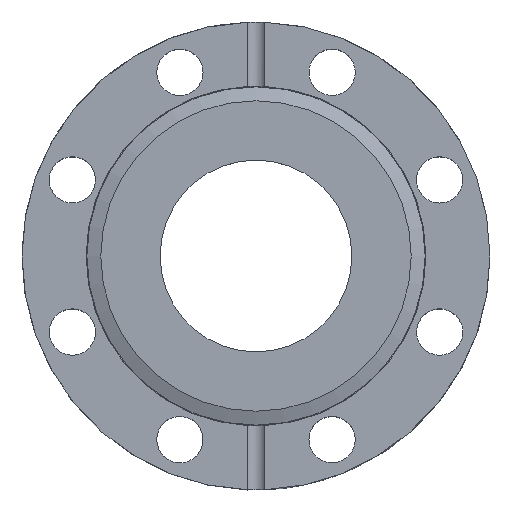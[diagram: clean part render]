
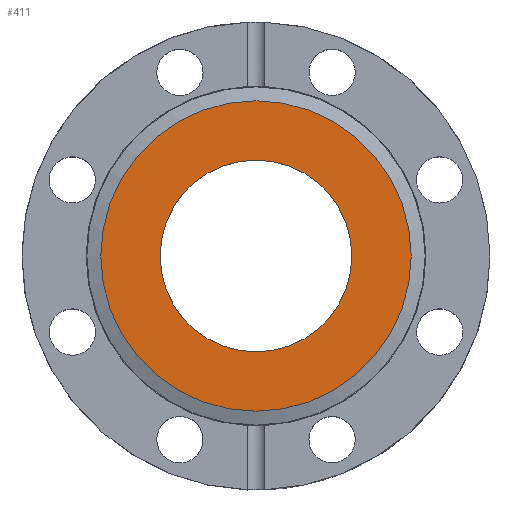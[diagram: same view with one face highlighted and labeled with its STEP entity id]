
A CAD part, top view. The second image highlights one B-rep face of the part: STEP entity #411.
In plain terms, the highlighted planar face has unit normal (0, 0, 1).
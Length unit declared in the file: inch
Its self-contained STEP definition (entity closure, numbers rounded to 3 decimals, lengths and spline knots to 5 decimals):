
#52=FACE_BOUND('',#123,.T.);
#90=FACE_OUTER_BOUND('',#122,.T.);
#122=EDGE_LOOP('',(#299));
#123=EDGE_LOOP('',(#300));
#182=CIRCLE('',#466,1.1125);
#183=CIRCLE('',#467,0.6875);
#215=VERTEX_POINT('',#658);
#216=VERTEX_POINT('',#660);
#253=EDGE_CURVE('',#215,#215,#182,.T.);
#254=EDGE_CURVE('',#216,#216,#183,.T.);
#299=ORIENTED_EDGE('',*,*,#253,.T.);
#300=ORIENTED_EDGE('',*,*,#254,.F.);
#373=PLANE('',#465);
#411=ADVANCED_FACE('',(#90,#52),#373,.T.);
#465=AXIS2_PLACEMENT_3D('',#657,#540,#541);
#466=AXIS2_PLACEMENT_3D('',#659,#542,#543);
#467=AXIS2_PLACEMENT_3D('',#661,#544,#545);
#540=DIRECTION('center_axis',(0.,0.,1.));
#541=DIRECTION('ref_axis',(1.,0.,0.));
#542=DIRECTION('center_axis',(0.,0.,1.));
#543=DIRECTION('ref_axis',(1.,0.,0.));
#544=DIRECTION('center_axis',(0.,0.,1.));
#545=DIRECTION('ref_axis',(1.,0.,0.));
#657=CARTESIAN_POINT('Origin',(0.,0.,0.632));
#658=CARTESIAN_POINT('',(1.1125,0.,0.632));
#659=CARTESIAN_POINT('Origin',(0.,0.,0.632));
#660=CARTESIAN_POINT('',(-0.6875,0.,0.632));
#661=CARTESIAN_POINT('Origin',(0.,0.,0.632));
